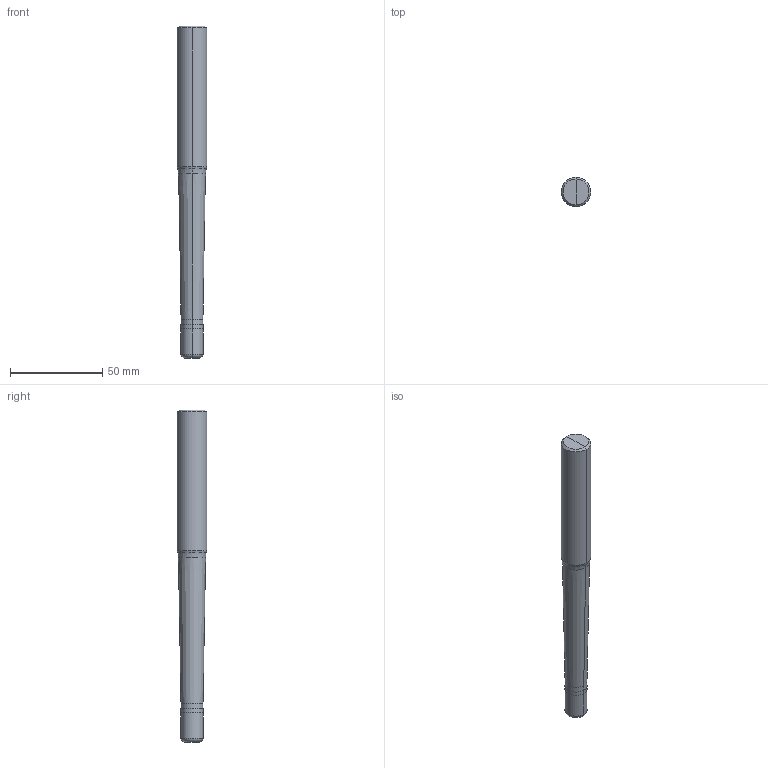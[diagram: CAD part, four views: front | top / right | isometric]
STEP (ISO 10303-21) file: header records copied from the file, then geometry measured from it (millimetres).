
FILE_DESCRIPTION((''),'2;1');
FILE_NAME('eXobj0000_00B647F0','',('ISBE GmbH'),('ISBE GmbH'), 'ISBE STEP IO v1.1','originating_system','authorisation');
FILE_SCHEMA(('AUTOMOTIVE_DESIGN { 1 0 10303 214 1 1 1 1 }'));
Length unit declared in the file: millimetre
Products named in the file (6): CUT0; NOCUT0; RootObj; WIRE
Assembly tree (2 placements, depth 2):
  RootObj
    CUT0
    NOCUT0
  WIRE
  WIRE
  WIRE
Bounding box: 16 x 16 x 180 mm (x, y, z)
Volume: 29378.3 mm3; surface area: 8589.7 mm2
Topology: 2 solids, 2 shells, 28 faces, 607 edges, 1138 vertices
Faces by surface type: plane 10, cylinder 8, cone 6, revolution 4
Entity records: 5443 total; most frequent: CARTESIAN_POINT 1887, DIRECTION 811, LINE 671, VECTOR 671, TRIMMED_CURVE 555, ORIENTED_EDGE 104, PCURVE 104, DEFINITIONAL_REPRESENTATION 104
